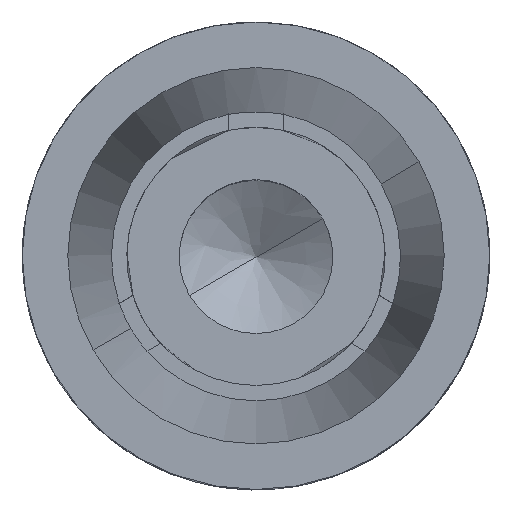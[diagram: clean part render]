
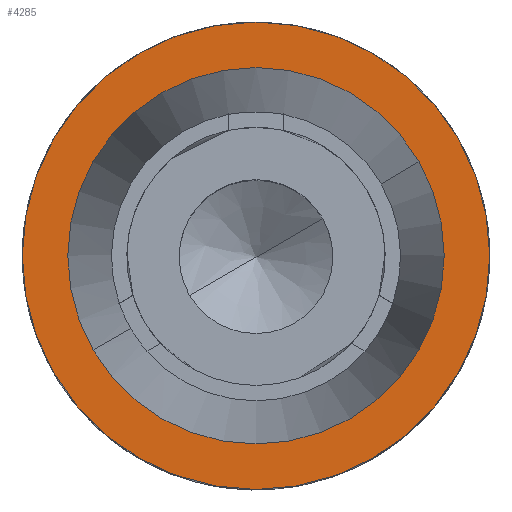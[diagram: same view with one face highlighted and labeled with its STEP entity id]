
A CAD part, top view. The second image highlights one B-rep face of the part: STEP entity #4285.
In plain terms, the highlighted planar face has unit normal (0, 0, 1).
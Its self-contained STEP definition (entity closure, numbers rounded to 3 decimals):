
#62 = CARTESIAN_POINT ( 'NONE',  ( 0., 0., 0. ) ) ;
#1149 = AXIS2_PLACEMENT_3D ( 'NONE', #4845, #13311, #4555 ) ;
#1386 = CIRCLE ( 'NONE', #6660, 1.53 ) ;
#1464 = ORIENTED_EDGE ( 'NONE', *, *, #11017, .T. ) ;
#1725 = DIRECTION ( 'NONE',  ( -0.866, -0.5, 0. ) ) ;
#2722 = PLANE ( 'NONE',  #1149 ) ;
#2793 = CIRCLE ( 'NONE', #9105, 1.9 ) ;
#3566 = FACE_OUTER_BOUND ( 'NONE', #11553, .T. ) ;
#4278 = DIRECTION ( 'NONE',  ( 0., 0., -1. ) ) ;
#4285 = ADVANCED_FACE ( 'NONE', ( #8856, #3566 ), #2722, .T. ) ;
#4302 = DIRECTION ( 'NONE',  ( -0.866, -0.5, 0. ) ) ;
#4555 = DIRECTION ( 'NONE',  ( 0.866, 0.5, 0. ) ) ;
#4685 = CARTESIAN_POINT ( 'NONE',  ( 0., 0., 0. ) ) ;
#4845 = CARTESIAN_POINT ( 'NONE',  ( -0.95, 1.645, 0. ) ) ;
#5075 = VERTEX_POINT ( 'NONE', #13808 ) ;
#5076 = CARTESIAN_POINT ( 'NONE',  ( -1.325, -0.765, 0. ) ) ;
#5958 = DIRECTION ( 'NONE',  ( 0., 0., -1. ) ) ;
#5983 = VERTEX_POINT ( 'NONE', #13279 ) ;
#6660 = AXIS2_PLACEMENT_3D ( 'NONE', #7939, #11381, #13514 ) ;
#6818 = CIRCLE ( 'NONE', #7950, 1.53 ) ;
#7589 = EDGE_CURVE ( 'NONE', #13833, #5983, #6818, .T. ) ;
#7747 = EDGE_CURVE ( 'NONE', #11996, #5075, #2793, .T. ) ;
#7939 = CARTESIAN_POINT ( 'NONE',  ( 0., 0., 0. ) ) ;
#7950 = AXIS2_PLACEMENT_3D ( 'NONE', #62, #13981, #4302 ) ;
#8235 = CARTESIAN_POINT ( 'NONE',  ( 0.95, -1.645, 0. ) ) ;
#8372 = CIRCLE ( 'NONE', #9045, 1.9 ) ;
#8856 = FACE_BOUND ( 'NONE', #9170, .T. ) ;
#9045 = AXIS2_PLACEMENT_3D ( 'NONE', #13023, #4278, #10765 ) ;
#9073 = ORIENTED_EDGE ( 'NONE', *, *, #7747, .F. ) ;
#9105 = AXIS2_PLACEMENT_3D ( 'NONE', #4685, #5958, #1725 ) ;
#9170 = EDGE_LOOP ( 'NONE', ( #1464, #10998 ) ) ;
#9714 = EDGE_CURVE ( 'NONE', #5075, #11996, #8372, .T. ) ;
#10765 = DIRECTION ( 'NONE',  ( -0.866, -0.5, 0. ) ) ;
#10998 = ORIENTED_EDGE ( 'NONE', *, *, #7589, .T. ) ;
#11017 = EDGE_CURVE ( 'NONE', #5983, #13833, #1386, .T. ) ;
#11381 = DIRECTION ( 'NONE',  ( 0., 0., -1. ) ) ;
#11553 = EDGE_LOOP ( 'NONE', ( #12958, #9073 ) ) ;
#11996 = VERTEX_POINT ( 'NONE', #8235 ) ;
#12958 = ORIENTED_EDGE ( 'NONE', *, *, #9714, .F. ) ;
#13023 = CARTESIAN_POINT ( 'NONE',  ( 0., 0., 0. ) ) ;
#13279 = CARTESIAN_POINT ( 'NONE',  ( 1.325, 0.765, 0. ) ) ;
#13311 = DIRECTION ( 'NONE',  ( 0., 0., 1. ) ) ;
#13514 = DIRECTION ( 'NONE',  ( -0.866, -0.5, 0. ) ) ;
#13808 = CARTESIAN_POINT ( 'NONE',  ( -0.95, 1.645, 0. ) ) ;
#13833 = VERTEX_POINT ( 'NONE', #5076 ) ;
#13981 = DIRECTION ( 'NONE',  ( 0., 0., -1. ) ) ;
